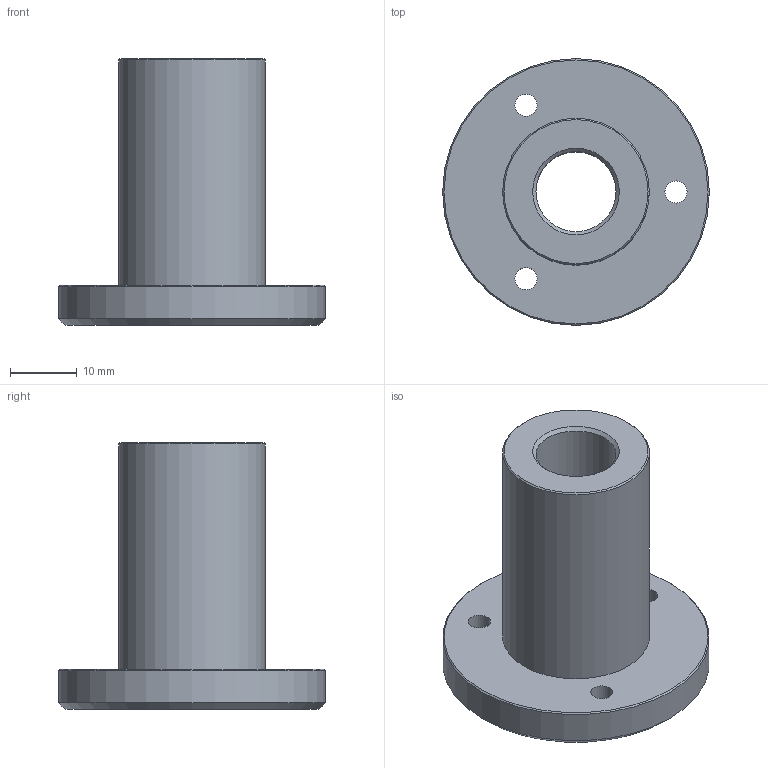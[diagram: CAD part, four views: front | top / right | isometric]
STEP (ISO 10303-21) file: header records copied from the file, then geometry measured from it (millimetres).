
FILE_DESCRIPTION(/* description */ (''),/* implementation_level */ '2;1');
FILE_NAME(/* name */ 'T-BUSHING.0.3.step',/* time_stamp */ '2020-05-25T15:43:57+01:00',/* author */ (''),/* organization */ (''),/* preprocessor_version */ 'ST-DEVELOPER v18.1',/* originating_system */ 'Autodesk Translation Framework v9.3.0.1241',/* authorisation */ '');
FILE_SCHEMA (('AUTOMOTIVE_DESIGN { 1 0 10303 214 3 1 1 }'));
Length unit declared in the file: millimetre
Products named in the file (2): T-BUSHING; T-BUSHING.0.2
Assembly tree (1 placements, depth 2):
  T-BUSHING
    T-BUSHING.0.2
Bounding box: 40 x 40 x 40 mm (x, y, z)
Volume: 15708.1 mm3; surface area: 6915.8 mm2
Topology: 1 solids, 1 shells, 14 faces, 28 edges, 17 vertices
Faces by surface type: cylinder 6, cone 5, plane 3
Full cylindrical faces by diameter (mm): 3.332 x3, 12 x1, 22 x1, 40 x1
Entity records: 454 total; most frequent: DIRECTION 81, CARTESIAN_POINT 63, ORIENTED_EDGE 56, AXIS2_PLACEMENT_3D 35, EDGE_CURVE 28, EDGE_LOOP 23, CIRCLE 17, VERTEX_POINT 17
